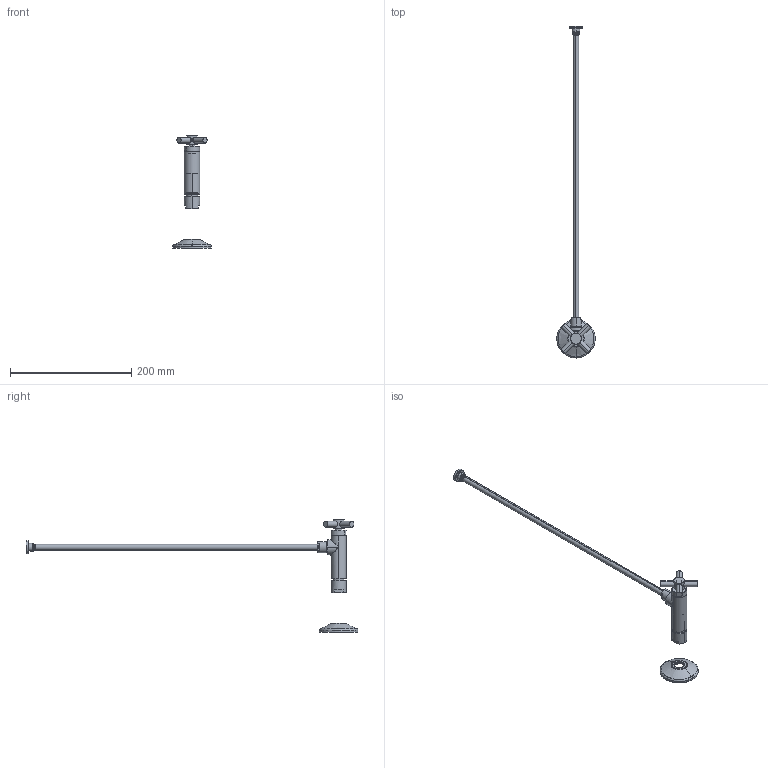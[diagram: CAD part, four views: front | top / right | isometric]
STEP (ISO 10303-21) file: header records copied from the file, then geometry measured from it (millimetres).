
FILE_DESCRIPTION((''),'2;1');
FILE_NAME('482X-1','2021-06-17T13:45:26',('NSantos'),(''),'CREO PARAMETRIC BY PTC INC, 2018500','CREO PARAMETRIC BY PTC INC, 2018500','');
FILE_SCHEMA(('CONFIG_CONTROL_DESIGN'));
Length unit declared in the file: inch
Products named in the file (1): 482X-1
Bounding box: 63.5 x 548 x 185.27 mm (x, y, z)
Volume: 56885.3 mm3; surface area: 107295.5 mm2
Topology: 7 solids, 30 shells, 1104 faces, 2870 edges, 1804 vertices
Faces by surface type: cylinder 519, plane 273, bspline 157, cone 83, torus 56, sphere 16
Entity records: 62100 total; most frequent: CARTESIAN_POINT 37759, ORIENTED_EDGE 5433, DIRECTION 4201, EDGE_CURVE 2846, VERTEX_POINT 1804, AXIS2_PLACEMENT_3D 1629, B_SPLINE_CURVE_WITH_KNOTS 1222, EDGE_LOOP 1175
